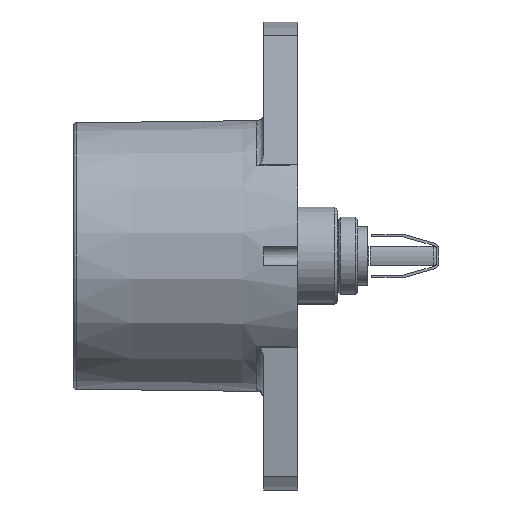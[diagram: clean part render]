
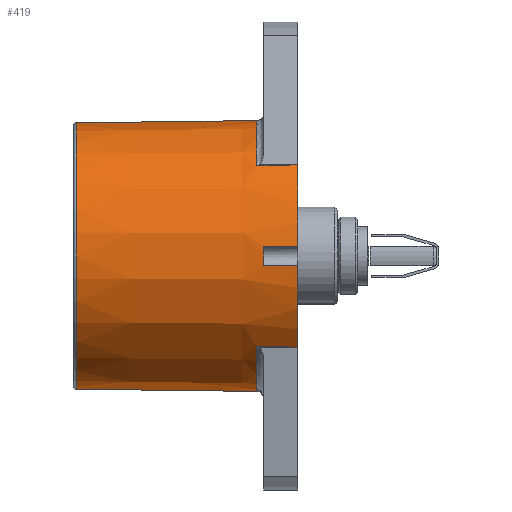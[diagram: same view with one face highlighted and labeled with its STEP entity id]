
A CAD part, left-side view. The second image highlights one B-rep face of the part: STEP entity #419.
In plain terms, the highlighted conical face has half-angle 0.702 degrees and reference radius 13.94 mm.
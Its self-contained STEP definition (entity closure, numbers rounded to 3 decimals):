
#419 = ADVANCED_FACE ( 'NONE', ( #2660 ), #474, .T. ) ;
#473 = AXIS2_PLACEMENT_3D ( 'NONE', #2659, #2645, #2670 ) ;
#474 = CONICAL_SURFACE ( 'NONE', #473, 13.94, 0.012 ) ;
#703 = VERTEX_POINT ( 'NONE', #6275 ) ;
#770 = VERTEX_POINT ( 'NONE', #6342 ) ;
#773 = VERTEX_POINT ( 'NONE', #6345 ) ;
#774 = VERTEX_POINT ( 'NONE', #6346 ) ;
#779 = VERTEX_POINT ( 'NONE', #6351 ) ;
#782 = VERTEX_POINT ( 'NONE', #6354 ) ;
#814 = VERTEX_POINT ( 'NONE', #6370 ) ;
#818 = CARTESIAN_POINT ( 'NONE',  ( -10.342, 9.018, -9.285 ) ) ;
#819 = CARTESIAN_POINT ( 'NONE',  ( -10.342, 9.815, -9.271 ) ) ;
#821 = CARTESIAN_POINT ( 'NONE',  ( 0., 9.815, 0. ) ) ;
#822 = DIRECTION ( 'NONE',  ( 0., 1., 0. ) ) ;
#823 = DIRECTION ( 'NONE',  ( 0., 0., 1. ) ) ;
#824 = CARTESIAN_POINT ( 'NONE',  ( -10.342, 8.221, -9.3 ) ) ;
#825 = CARTESIAN_POINT ( 'NONE',  ( -10.342, 7.423, -9.315 ) ) ;
#826 = CARTESIAN_POINT ( 'NONE',  ( -10.342, 6.823, -9.325 ) ) ;
#827 = CARTESIAN_POINT ( 'NONE',  ( -10.342, 6.223, -9.336 ) ) ;
#828 = CARTESIAN_POINT ( 'NONE',  ( -10.342, 5.623, -9.347 ) ) ;
#834 = LINE ( 'NONE', #835, #5145 ) ;
#835 = CARTESIAN_POINT ( 'NONE',  ( 0., 5.623, -13.94 ) ) ;
#836 = DIRECTION ( 'NONE',  ( 0., -1., -0.012 ) ) ;
#837 = CARTESIAN_POINT ( 'NONE',  ( -13.878, 7.802, -0.993 ) ) ;
#838 = CARTESIAN_POINT ( 'NONE',  ( -13.87, 8.463, -0.992 ) ) ;
#842 = CARTESIAN_POINT ( 'NONE',  ( -13.904, 5.623, 0.995 ) ) ;
#843 = CARTESIAN_POINT ( 'NONE',  ( -13.896, 6.284, 0.995 ) ) ;
#844 = CARTESIAN_POINT ( 'NONE',  ( 0., 9.815, 0. ) ) ;
#845 = DIRECTION ( 'NONE',  ( 0., 1., 0. ) ) ;
#846 = DIRECTION ( 'NONE',  ( 0., 0., 1. ) ) ;
#848 = CARTESIAN_POINT ( 'NONE',  ( -13.888, 6.945, 0.994 ) ) ;
#849 = CARTESIAN_POINT ( 'NONE',  ( -13.88, 7.605, 0.993 ) ) ;
#850 = CARTESIAN_POINT ( 'NONE',  ( -13.874, 8.111, 0.992 ) ) ;
#851 = CARTESIAN_POINT ( 'NONE',  ( -13.868, 8.617, 0.991 ) ) ;
#852 = CARTESIAN_POINT ( 'NONE',  ( -13.862, 9.123, 0.99 ) ) ;
#853 = CARTESIAN_POINT ( 'NONE',  ( -13.862, 9.123, -0.99 ) ) ;
#855 = CARTESIAN_POINT ( 'NONE',  ( -13.886, 7.141, -0.993 ) ) ;
#856 = CARTESIAN_POINT ( 'NONE',  ( -13.892, 6.635, -0.994 ) ) ;
#857 = CARTESIAN_POINT ( 'NONE',  ( -13.898, 6.129, -0.995 ) ) ;
#858 = CARTESIAN_POINT ( 'NONE',  ( -13.904, 5.623, -0.995 ) ) ;
#871 = CARTESIAN_POINT ( 'NONE',  ( 0., 28.327, 0. ) ) ;
#872 = DIRECTION ( 'NONE',  ( 0., -1., 0. ) ) ;
#873 = DIRECTION ( 'NONE',  ( 0., 0., 1. ) ) ;
#878 = CARTESIAN_POINT ( 'NONE',  ( 0., 5.623, 0. ) ) ;
#879 = DIRECTION ( 'NONE',  ( 0., -1., 0. ) ) ;
#880 = DIRECTION ( 'NONE',  ( 0., 0., 1. ) ) ;
#952 = LINE ( 'NONE', #953, #5179 ) ;
#953 = CARTESIAN_POINT ( 'NONE',  ( 0., 5.623, 13.94 ) ) ;
#954 = DIRECTION ( 'NONE',  ( 0., -1., 0.012 ) ) ;
#955 = CARTESIAN_POINT ( 'NONE',  ( -10.342, 5.623, 9.347 ) ) ;
#963 = CARTESIAN_POINT ( 'NONE',  ( -10.342, 6.223, 9.336 ) ) ;
#968 = CARTESIAN_POINT ( 'NONE',  ( -10.342, 6.823, 9.325 ) ) ;
#969 = CARTESIAN_POINT ( 'NONE',  ( -10.342, 7.423, 9.315 ) ) ;
#970 = CARTESIAN_POINT ( 'NONE',  ( -10.342, 8.221, 9.3 ) ) ;
#971 = CARTESIAN_POINT ( 'NONE',  ( -10.342, 9.018, 9.285 ) ) ;
#972 = CARTESIAN_POINT ( 'NONE',  ( -10.342, 9.815, 9.271 ) ) ;
#984 = CARTESIAN_POINT ( 'NONE',  ( 0., 9.123, 0. ) ) ;
#985 = DIRECTION ( 'NONE',  ( 0., 1., 0. ) ) ;
#986 = DIRECTION ( 'NONE',  ( 0., 0., 1. ) ) ;
#1080 = CARTESIAN_POINT ( 'NONE',  ( -13.862, 9.123, -0.99 ) ) ;
#1102 = CARTESIAN_POINT ( 'NONE',  ( -13.904, 5.623, 0.995 ) ) ;
#1107 = CARTESIAN_POINT ( 'NONE',  ( 0., 9.815, -13.889 ) ) ;
#1109 = CARTESIAN_POINT ( 'NONE',  ( -10.342, 9.815, -9.271 ) ) ;
#1141 = CARTESIAN_POINT ( 'NONE',  ( -13.904, 5.623, -0.995 ) ) ;
#1671 = EDGE_CURVE ( 'NONE', #779, #5729, #5132, .T. ) ;
#1674 = EDGE_CURVE ( 'NONE', #5734, #5736, #5140, .T. ) ;
#1675 = EDGE_CURVE ( 'NONE', #5736, #782, #6768, .T. ) ;
#1678 = EDGE_CURVE ( 'NONE', #814, #5734, #834, .T. ) ;
#1680 = EDGE_CURVE ( 'NONE', #773, #774, #5141, .T. ) ;
#1681 = EDGE_CURVE ( 'NONE', #5729, #770, #6767, .T. ) ;
#1682 = EDGE_CURVE ( 'NONE', #5704, #5768, #6753, .T. ) ;
#1687 = EDGE_CURVE ( 'NONE', #703, #814, #5154, .T. ) ;
#1689 = EDGE_CURVE ( 'NONE', #5768, #782, #5160, .T. ) ;
#1703 = EDGE_CURVE ( 'NONE', #703, #774, #952, .T. ) ;
#1707 = EDGE_CURVE ( 'NONE', #779, #773, #6777, .T. ) ;
#1711 = EDGE_CURVE ( 'NONE', #5704, #770, #5185, .T. ) ;
#2645 = DIRECTION ( 'NONE',  ( 0., -1., 0. ) ) ;
#2659 = CARTESIAN_POINT ( 'NONE',  ( 0., 5.623, 0. ) ) ;
#2660 = FACE_OUTER_BOUND ( 'NONE', #6486, .T. ) ;
#2670 = DIRECTION ( 'NONE',  ( 0., 0., 1. ) ) ;
#3081 = ORIENTED_EDGE ( 'NONE', *, *, #1682, .F. ) ;
#3085 = ORIENTED_EDGE ( 'NONE', *, *, #1707, .T. ) ;
#3088 = ORIENTED_EDGE ( 'NONE', *, *, #1703, .F. ) ;
#3092 = ORIENTED_EDGE ( 'NONE', *, *, #1711, .T. ) ;
#3098 = ORIENTED_EDGE ( 'NONE', *, *, #1680, .T. ) ;
#3099 = ORIENTED_EDGE ( 'NONE', *, *, #1675, .T. ) ;
#3101 = ORIENTED_EDGE ( 'NONE', *, *, #1674, .T. ) ;
#3102 = ORIENTED_EDGE ( 'NONE', *, *, #1689, .F. ) ;
#3104 = ORIENTED_EDGE ( 'NONE', *, *, #1687, .T. ) ;
#3106 = ORIENTED_EDGE ( 'NONE', *, *, #1678, .T. ) ;
#3107 = ORIENTED_EDGE ( 'NONE', *, *, #1681, .F. ) ;
#4650 = ORIENTED_EDGE ( 'NONE', *, *, #1671, .F. ) ;
#5132 = CIRCLE ( 'NONE', #5138, 13.94 ) ;
#5138 = AXIS2_PLACEMENT_3D ( 'NONE', #6397, #6398, #6399 ) ;
#5140 = CIRCLE ( 'NONE', #5142, 13.889 ) ;
#5141 = CIRCLE ( 'NONE', #5150, 13.889 ) ;
#5142 = AXIS2_PLACEMENT_3D ( 'NONE', #821, #822, #823 ) ;
#5145 = VECTOR ( 'NONE', #836, 1000. ) ;
#5150 = AXIS2_PLACEMENT_3D ( 'NONE', #844, #845, #846 ) ;
#5154 = CIRCLE ( 'NONE', #5159, 13.662 ) ;
#5159 = AXIS2_PLACEMENT_3D ( 'NONE', #871, #872, #873 ) ;
#5160 = CIRCLE ( 'NONE', #5161, 13.94 ) ;
#5161 = AXIS2_PLACEMENT_3D ( 'NONE', #878, #879, #880 ) ;
#5179 = VECTOR ( 'NONE', #954, 1000. ) ;
#5185 = CIRCLE ( 'NONE', #5193, 13.897 ) ;
#5193 = AXIS2_PLACEMENT_3D ( 'NONE', #984, #985, #986 ) ;
#5704 = VERTEX_POINT ( 'NONE', #1080 ) ;
#5729 = VERTEX_POINT ( 'NONE', #1102 ) ;
#5734 = VERTEX_POINT ( 'NONE', #1107 ) ;
#5736 = VERTEX_POINT ( 'NONE', #1109 ) ;
#5768 = VERTEX_POINT ( 'NONE', #1141 ) ;
#6275 = CARTESIAN_POINT ( 'NONE',  ( 0., 28.327, 13.662 ) ) ;
#6342 = CARTESIAN_POINT ( 'NONE',  ( -13.862, 9.123, 0.99 ) ) ;
#6345 = CARTESIAN_POINT ( 'NONE',  ( -10.342, 9.815, 9.271 ) ) ;
#6346 = CARTESIAN_POINT ( 'NONE',  ( 0., 9.815, 13.889 ) ) ;
#6351 = CARTESIAN_POINT ( 'NONE',  ( -10.342, 5.623, 9.347 ) ) ;
#6354 = CARTESIAN_POINT ( 'NONE',  ( -10.342, 5.623, -9.347 ) ) ;
#6370 = CARTESIAN_POINT ( 'NONE',  ( 0., 28.327, -13.662 ) ) ;
#6397 = CARTESIAN_POINT ( 'NONE',  ( 0., 5.623, 0. ) ) ;
#6398 = DIRECTION ( 'NONE',  ( 0., -1., 0. ) ) ;
#6399 = DIRECTION ( 'NONE',  ( 0., 0., 1. ) ) ;
#6486 = EDGE_LOOP ( 'NONE', ( #3104, #3106, #3101, #3099, #3102, #3081, #3092, #3107, #4650, #3085, #3098, #3088 ) ) ;
#6753 = B_SPLINE_CURVE_WITH_KNOTS ( 'NONE', 3,
 ( #853, #838, #837, #855, #856, #857, #858 ),
 .UNSPECIFIED., .F., .F.,
 ( 4, 3, 4 ),
 ( 0., 0.002, 0.004 ),
 .UNSPECIFIED. ) ;
#6767 = B_SPLINE_CURVE_WITH_KNOTS ( 'NONE', 3,
 ( #842, #843, #848, #849, #850, #851, #852 ),
 .UNSPECIFIED., .F., .F.,
 ( 4, 3, 4 ),
 ( 0., 0.002, 0.004 ),
 .UNSPECIFIED. ) ;
#6768 = B_SPLINE_CURVE_WITH_KNOTS ( 'NONE', 3,
 ( #819, #818, #824, #825, #826, #827, #828 ),
 .UNSPECIFIED., .F., .F.,
 ( 4, 3, 4 ),
 ( 0.025, 0.027, 0.029 ),
 .UNSPECIFIED. ) ;
#6777 = B_SPLINE_CURVE_WITH_KNOTS ( 'NONE', 3,
 ( #955, #963, #968, #969, #970, #971, #972 ),
 .UNSPECIFIED., .F., .F.,
 ( 4, 3, 4 ),
 ( 0.026, 0.027, 0.03 ),
 .UNSPECIFIED. ) ;
